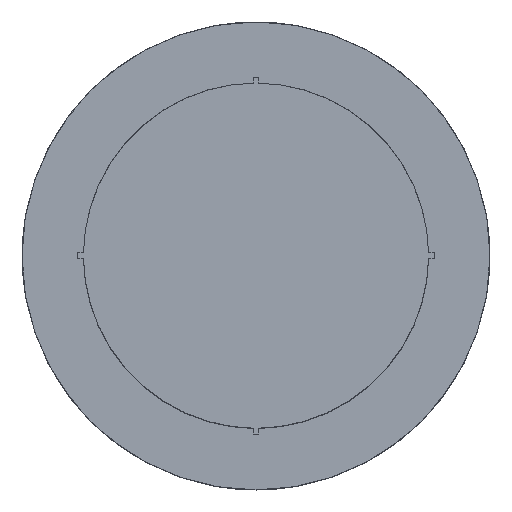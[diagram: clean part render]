
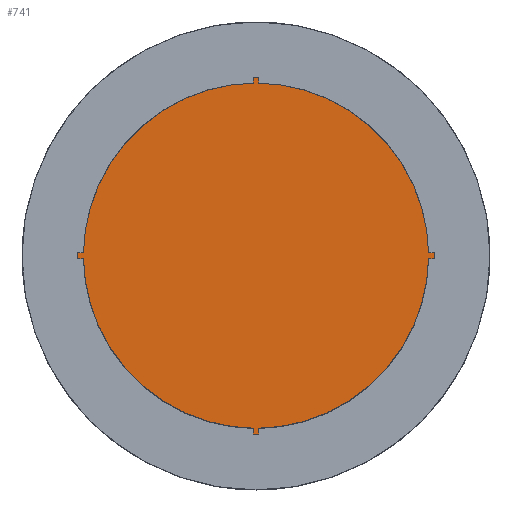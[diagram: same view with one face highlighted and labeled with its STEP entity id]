
A CAD part, top view. The second image highlights one B-rep face of the part: STEP entity #741.
In plain terms, the highlighted free-form (B-spline) face has degree [1, 1] with [2, 2] control points.
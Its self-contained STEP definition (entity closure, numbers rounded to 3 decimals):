
#618=(
BOUNDED_SURFACE()
B_SPLINE_SURFACE(1,1,((#619,#620),(#621,#622)),.UNSPECIFIED.,.F.,.F.,.F.)
B_SPLINE_SURFACE_WITH_KNOTS((2,2),(2,2),(0.000,1.000),(0.000,1.000),.UNSPECIFIED.)
GEOMETRIC_REPRESENTATION_ITEM()
RATIONAL_B_SPLINE_SURFACE(((1.,1.),(1.,1.)))
REPRESENTATION_ITEM('')
SURFACE()
);
#619=CARTESIAN_POINT('',(-6.099,6.099,6.));
#620=CARTESIAN_POINT('',(6.099,6.099,6.));
#621=CARTESIAN_POINT('',(-6.099,-6.099,6.));
#622=CARTESIAN_POINT('',(6.099,-6.099,6.));
#623=CARTESIAN_POINT('',(-5.899,0.1,6.));
#624=VERTEX_POINT('',#623);
#625=(
BOUNDED_CURVE()
B_SPLINE_CURVE(2,(#626,#627,#628),.UNSPECIFIED.,.F.,.F.)
B_SPLINE_CURVE_WITH_KNOTS((3,3),(0.000,1.000),.UNSPECIFIED.)
CURVE()
GEOMETRIC_REPRESENTATION_ITEM()
RATIONAL_B_SPLINE_CURVE((1.,0.719,1.))
REPRESENTATION_ITEM('')
);
#626=CARTESIAN_POINT('',(-5.899,0.1,6.));
#627=CARTESIAN_POINT('',(-5.802,5.802,6.));
#628=CARTESIAN_POINT('',(-0.1,5.899,6.));
#629=CARTESIAN_POINT('',(-0.1,5.899,6.));
#630=VERTEX_POINT('',#629);
#631=EDGE_CURVE('',#624,#630,#625,.T.);
#632=ORIENTED_EDGE('',*,*,#631,.T.);
#633=(
BOUNDED_CURVE()
B_SPLINE_CURVE(1,(#634,#635),.UNSPECIFIED.,.F.,.F.)
B_SPLINE_CURVE_WITH_KNOTS((2,2),(0.000,1.000),.UNSPECIFIED.)
CURVE()
GEOMETRIC_REPRESENTATION_ITEM()
RATIONAL_B_SPLINE_CURVE((1.,1.))
REPRESENTATION_ITEM('')
);
#634=CARTESIAN_POINT('',(-0.1,5.899,6.));
#635=CARTESIAN_POINT('',(-0.1,6.099,6.));
#636=CARTESIAN_POINT('',(-0.1,6.099,6.));
#637=VERTEX_POINT('',#636);
#638=EDGE_CURVE('',#630,#637,#633,.T.);
#639=ORIENTED_EDGE('',*,*,#638,.T.);
#640=(
BOUNDED_CURVE()
B_SPLINE_CURVE(1,(#641,#642),.UNSPECIFIED.,.F.,.F.)
B_SPLINE_CURVE_WITH_KNOTS((2,2),(0.000,1.000),.UNSPECIFIED.)
CURVE()
GEOMETRIC_REPRESENTATION_ITEM()
RATIONAL_B_SPLINE_CURVE((1.,1.))
REPRESENTATION_ITEM('')
);
#641=CARTESIAN_POINT('',(-0.1,6.099,6.));
#642=CARTESIAN_POINT('',(0.1,6.099,6.));
#643=CARTESIAN_POINT('',(0.1,6.099,6.));
#644=VERTEX_POINT('',#643);
#645=EDGE_CURVE('',#637,#644,#640,.T.);
#646=ORIENTED_EDGE('',*,*,#645,.T.);
#647=(
BOUNDED_CURVE()
B_SPLINE_CURVE(1,(#648,#649),.UNSPECIFIED.,.F.,.F.)
B_SPLINE_CURVE_WITH_KNOTS((2,2),(0.000,1.000),.UNSPECIFIED.)
CURVE()
GEOMETRIC_REPRESENTATION_ITEM()
RATIONAL_B_SPLINE_CURVE((1.,1.))
REPRESENTATION_ITEM('')
);
#648=CARTESIAN_POINT('',(0.1,6.099,6.));
#649=CARTESIAN_POINT('',(0.1,5.899,6.));
#650=CARTESIAN_POINT('',(0.1,5.899,6.));
#651=VERTEX_POINT('',#650);
#652=EDGE_CURVE('',#644,#651,#647,.T.);
#653=ORIENTED_EDGE('',*,*,#652,.T.);
#654=(
BOUNDED_CURVE()
B_SPLINE_CURVE(2,(#655,#656,#657),.UNSPECIFIED.,.F.,.F.)
B_SPLINE_CURVE_WITH_KNOTS((3,3),(0.000,1.000),.UNSPECIFIED.)
CURVE()
GEOMETRIC_REPRESENTATION_ITEM()
RATIONAL_B_SPLINE_CURVE((1.,0.719,1.))
REPRESENTATION_ITEM('')
);
#655=CARTESIAN_POINT('',(0.1,5.899,6.));
#656=CARTESIAN_POINT('',(5.802,5.802,6.));
#657=CARTESIAN_POINT('',(5.899,0.1,6.));
#658=CARTESIAN_POINT('',(5.899,0.1,6.));
#659=VERTEX_POINT('',#658);
#660=EDGE_CURVE('',#651,#659,#654,.T.);
#661=ORIENTED_EDGE('',*,*,#660,.T.);
#662=(
BOUNDED_CURVE()
B_SPLINE_CURVE(1,(#663,#664),.UNSPECIFIED.,.F.,.F.)
B_SPLINE_CURVE_WITH_KNOTS((2,2),(0.000,1.000),.UNSPECIFIED.)
CURVE()
GEOMETRIC_REPRESENTATION_ITEM()
RATIONAL_B_SPLINE_CURVE((1.,1.))
REPRESENTATION_ITEM('')
);
#663=CARTESIAN_POINT('',(5.899,0.1,6.));
#664=CARTESIAN_POINT('',(6.099,0.1,6.));
#665=CARTESIAN_POINT('',(6.099,0.1,6.));
#666=VERTEX_POINT('',#665);
#667=EDGE_CURVE('',#659,#666,#662,.T.);
#668=ORIENTED_EDGE('',*,*,#667,.T.);
#669=(
BOUNDED_CURVE()
B_SPLINE_CURVE(1,(#670,#671),.UNSPECIFIED.,.F.,.F.)
B_SPLINE_CURVE_WITH_KNOTS((2,2),(0.000,1.000),.UNSPECIFIED.)
CURVE()
GEOMETRIC_REPRESENTATION_ITEM()
RATIONAL_B_SPLINE_CURVE((1.,1.))
REPRESENTATION_ITEM('')
);
#670=CARTESIAN_POINT('',(6.099,0.1,6.));
#671=CARTESIAN_POINT('',(6.099,-0.1,6.));
#672=CARTESIAN_POINT('',(6.099,-0.1,6.));
#673=VERTEX_POINT('',#672);
#674=EDGE_CURVE('',#666,#673,#669,.T.);
#675=ORIENTED_EDGE('',*,*,#674,.T.);
#676=(
BOUNDED_CURVE()
B_SPLINE_CURVE(1,(#677,#678),.UNSPECIFIED.,.F.,.F.)
B_SPLINE_CURVE_WITH_KNOTS((2,2),(0.000,1.000),.UNSPECIFIED.)
CURVE()
GEOMETRIC_REPRESENTATION_ITEM()
RATIONAL_B_SPLINE_CURVE((1.,1.))
REPRESENTATION_ITEM('')
);
#677=CARTESIAN_POINT('',(6.099,-0.1,6.));
#678=CARTESIAN_POINT('',(5.899,-0.1,6.));
#679=CARTESIAN_POINT('',(5.899,-0.1,6.));
#680=VERTEX_POINT('',#679);
#681=EDGE_CURVE('',#673,#680,#676,.T.);
#682=ORIENTED_EDGE('',*,*,#681,.T.);
#683=(
BOUNDED_CURVE()
B_SPLINE_CURVE(2,(#684,#685,#686),.UNSPECIFIED.,.F.,.F.)
B_SPLINE_CURVE_WITH_KNOTS((3,3),(0.000,1.000),.UNSPECIFIED.)
CURVE()
GEOMETRIC_REPRESENTATION_ITEM()
RATIONAL_B_SPLINE_CURVE((1.,0.719,1.))
REPRESENTATION_ITEM('')
);
#684=CARTESIAN_POINT('',(5.899,-0.1,6.));
#685=CARTESIAN_POINT('',(5.802,-5.802,6.));
#686=CARTESIAN_POINT('',(0.1,-5.899,6.));
#687=CARTESIAN_POINT('',(0.1,-5.899,6.));
#688=VERTEX_POINT('',#687);
#689=EDGE_CURVE('',#680,#688,#683,.T.);
#690=ORIENTED_EDGE('',*,*,#689,.T.);
#691=(
BOUNDED_CURVE()
B_SPLINE_CURVE(1,(#692,#693),.UNSPECIFIED.,.F.,.F.)
B_SPLINE_CURVE_WITH_KNOTS((2,2),(0.000,1.000),.UNSPECIFIED.)
CURVE()
GEOMETRIC_REPRESENTATION_ITEM()
RATIONAL_B_SPLINE_CURVE((1.,1.))
REPRESENTATION_ITEM('')
);
#692=CARTESIAN_POINT('',(0.1,-5.899,6.));
#693=CARTESIAN_POINT('',(0.1,-6.099,6.));
#694=CARTESIAN_POINT('',(0.1,-6.099,6.));
#695=VERTEX_POINT('',#694);
#696=EDGE_CURVE('',#688,#695,#691,.T.);
#697=ORIENTED_EDGE('',*,*,#696,.T.);
#698=(
BOUNDED_CURVE()
B_SPLINE_CURVE(1,(#699,#700),.UNSPECIFIED.,.F.,.F.)
B_SPLINE_CURVE_WITH_KNOTS((2,2),(0.000,1.000),.UNSPECIFIED.)
CURVE()
GEOMETRIC_REPRESENTATION_ITEM()
RATIONAL_B_SPLINE_CURVE((1.,1.))
REPRESENTATION_ITEM('')
);
#699=CARTESIAN_POINT('',(0.1,-6.099,6.));
#700=CARTESIAN_POINT('',(-0.1,-6.099,6.));
#701=CARTESIAN_POINT('',(-0.1,-6.099,6.));
#702=VERTEX_POINT('',#701);
#703=EDGE_CURVE('',#695,#702,#698,.T.);
#704=ORIENTED_EDGE('',*,*,#703,.T.);
#705=(
BOUNDED_CURVE()
B_SPLINE_CURVE(1,(#706,#707),.UNSPECIFIED.,.F.,.F.)
B_SPLINE_CURVE_WITH_KNOTS((2,2),(0.000,1.000),.UNSPECIFIED.)
CURVE()
GEOMETRIC_REPRESENTATION_ITEM()
RATIONAL_B_SPLINE_CURVE((1.,1.))
REPRESENTATION_ITEM('')
);
#706=CARTESIAN_POINT('',(-0.1,-6.099,6.));
#707=CARTESIAN_POINT('',(-0.1,-5.899,6.));
#708=CARTESIAN_POINT('',(-0.1,-5.899,6.));
#709=VERTEX_POINT('',#708);
#710=EDGE_CURVE('',#702,#709,#705,.T.);
#711=ORIENTED_EDGE('',*,*,#710,.T.);
#712=(
BOUNDED_CURVE()
B_SPLINE_CURVE(2,(#713,#714,#715),.UNSPECIFIED.,.F.,.F.)
B_SPLINE_CURVE_WITH_KNOTS((3,3),(0.000,1.000),.UNSPECIFIED.)
CURVE()
GEOMETRIC_REPRESENTATION_ITEM()
RATIONAL_B_SPLINE_CURVE((1.,0.719,1.))
REPRESENTATION_ITEM('')
);
#713=CARTESIAN_POINT('',(-0.1,-5.899,6.));
#714=CARTESIAN_POINT('',(-5.802,-5.802,6.));
#715=CARTESIAN_POINT('',(-5.899,-0.1,6.));
#716=CARTESIAN_POINT('',(-5.899,-0.1,6.));
#717=VERTEX_POINT('',#716);
#718=EDGE_CURVE('',#709,#717,#712,.T.);
#719=ORIENTED_EDGE('',*,*,#718,.T.);
#720=(
BOUNDED_CURVE()
B_SPLINE_CURVE(1,(#721,#722),.UNSPECIFIED.,.F.,.F.)
B_SPLINE_CURVE_WITH_KNOTS((2,2),(0.000,1.000),.UNSPECIFIED.)
CURVE()
GEOMETRIC_REPRESENTATION_ITEM()
RATIONAL_B_SPLINE_CURVE((1.,1.))
REPRESENTATION_ITEM('')
);
#721=CARTESIAN_POINT('',(-5.899,-0.1,6.));
#722=CARTESIAN_POINT('',(-6.099,-0.1,6.));
#723=CARTESIAN_POINT('',(-6.099,-0.1,6.));
#724=VERTEX_POINT('',#723);
#725=EDGE_CURVE('',#717,#724,#720,.T.);
#726=ORIENTED_EDGE('',*,*,#725,.T.);
#727=(
BOUNDED_CURVE()
B_SPLINE_CURVE(1,(#728,#729),.UNSPECIFIED.,.F.,.F.)
B_SPLINE_CURVE_WITH_KNOTS((2,2),(0.000,1.000),.UNSPECIFIED.)
CURVE()
GEOMETRIC_REPRESENTATION_ITEM()
RATIONAL_B_SPLINE_CURVE((1.,1.))
REPRESENTATION_ITEM('')
);
#728=CARTESIAN_POINT('',(-6.099,-0.1,6.));
#729=CARTESIAN_POINT('',(-6.099,0.1,6.));
#730=CARTESIAN_POINT('',(-6.099,0.1,6.));
#731=VERTEX_POINT('',#730);
#732=EDGE_CURVE('',#724,#731,#727,.T.);
#733=ORIENTED_EDGE('',*,*,#732,.T.);
#734=(
BOUNDED_CURVE()
B_SPLINE_CURVE(1,(#735,#736),.UNSPECIFIED.,.F.,.F.)
B_SPLINE_CURVE_WITH_KNOTS((2,2),(0.000,1.000),.UNSPECIFIED.)
CURVE()
GEOMETRIC_REPRESENTATION_ITEM()
RATIONAL_B_SPLINE_CURVE((1.,1.))
REPRESENTATION_ITEM('')
);
#735=CARTESIAN_POINT('',(-6.099,0.1,6.));
#736=CARTESIAN_POINT('',(-5.899,0.1,6.));
#737=EDGE_CURVE('',#731,#624,#734,.T.);
#738=ORIENTED_EDGE('',*,*,#737,.T.);
#739=EDGE_LOOP('',(#632,#639,#646,#653,#661,#668,#675,#682,#690,#697,#704,#711,#719,#726,#733,#738));
#740=FACE_OUTER_BOUND('',#739,.T.);
#741=ADVANCED_FACE('',(#740),#618,.T.);
